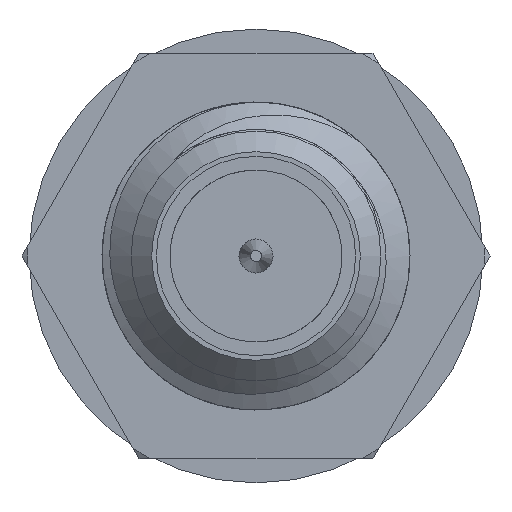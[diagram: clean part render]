
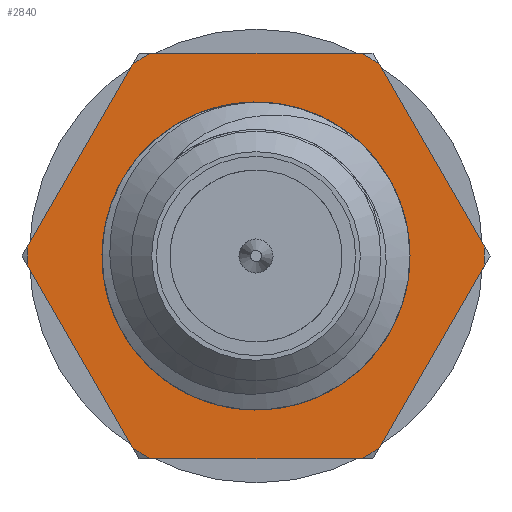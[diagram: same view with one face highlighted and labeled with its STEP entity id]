
A CAD part, left-side view. The second image highlights one B-rep face of the part: STEP entity #2840.
In plain terms, the highlighted planar face has unit normal (-1, 0, 0).
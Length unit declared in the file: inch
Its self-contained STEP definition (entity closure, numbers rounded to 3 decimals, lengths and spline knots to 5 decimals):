
#147 = EDGE_CURVE ( 'NONE', #14244, #3394, #11454, .T. ) ;
#474 = DIRECTION ( 'NONE',  ( 1., 0., 0. ) ) ;
#624 = EDGE_CURVE ( 'NONE', #16674, #6900, #2679, .T. ) ;
#690 = CIRCLE ( 'NONE', #2247, 0.14082 ) ;
#1013 = ORIENTED_EDGE ( 'NONE', *, *, #5240, .T. ) ;
#1060 = AXIS2_PLACEMENT_3D ( 'NONE', #8606, #3734, #17133 ) ;
#1215 = CARTESIAN_POINT ( 'NONE',  ( 0.243, 0.14434, 0. ) ) ;
#1481 = CIRCLE ( 'NONE', #11439, 0.14082 ) ;
#1838 = ORIENTED_EDGE ( 'NONE', *, *, #17168, .T. ) ;
#2124 = CARTESIAN_POINT ( 'NONE',  ( 0.243, 0., 0. ) ) ;
#2222 = CIRCLE ( 'NONE', #12796, 0.14082 ) ;
#2247 = AXIS2_PLACEMENT_3D ( 'NONE', #8270, #14101, #3797 ) ;
#2487 = DIRECTION ( 'NONE',  ( -1., 0., 0. ) ) ;
#2503 = CARTESIAN_POINT ( 'NONE',  ( 0.243, 0.14068, 0.00634 ) ) ;
#2679 = LINE ( 'NONE', #1215, #18249 ) ;
#2735 = ORIENTED_EDGE ( 'NONE', *, *, #14812, .T. ) ;
#2840 = ADVANCED_FACE ( 'NONE', ( #7031, #5289 ), #12682, .T. ) ;
#2986 = CARTESIAN_POINT ( 'NONE',  ( 0.243, -0.07217, -0.125 ) ) ;
#3047 = LINE ( 'NONE', #15991, #13608 ) ;
#3133 = DIRECTION ( 'NONE',  ( 0., 0., 1. ) ) ;
#3140 = EDGE_LOOP ( 'NONE', ( #17904, #13844, #6855, #1838, #9831, #18496, #11003, #16312, #1013, #8387, #2735, #19076 ) ) ;
#3312 = DIRECTION ( 'NONE',  ( 0., 0., 1. ) ) ;
#3394 = VERTEX_POINT ( 'NONE', #17098 ) ;
#3525 = AXIS2_PLACEMENT_3D ( 'NONE', #10618, #13714, #3133 ) ;
#3661 = CARTESIAN_POINT ( 'NONE',  ( 0.243, 0.07583, 0.11866 ) ) ;
#3734 = DIRECTION ( 'NONE',  ( -1., 0., 0. ) ) ;
#3797 = DIRECTION ( 'NONE',  ( 0., 0., 1. ) ) ;
#4118 = VERTEX_POINT ( 'NONE', #2503 ) ;
#4466 = CIRCLE ( 'NONE', #3525, 0.14082 ) ;
#5240 = EDGE_CURVE ( 'NONE', #3394, #5685, #16285, .T. ) ;
#5289 = FACE_OUTER_BOUND ( 'NONE', #3140, .T. ) ;
#5381 = EDGE_CURVE ( 'NONE', #9080, #13604, #4466, .T. ) ;
#5588 = CARTESIAN_POINT ( 'NONE',  ( 0.243, 0., 0. ) ) ;
#5685 = VERTEX_POINT ( 'NONE', #6137 ) ;
#5738 = VERTEX_POINT ( 'NONE', #16687 ) ;
#6137 = CARTESIAN_POINT ( 'NONE',  ( 0.243, -0.14068, -0.00634 ) ) ;
#6231 = CARTESIAN_POINT ( 'NONE',  ( 0.243, 0.06485, 0.125 ) ) ;
#6438 = VECTOR ( 'NONE', #7841, 39.37008 ) ;
#6497 = DIRECTION ( 'NONE',  ( 0., -1., 0. ) ) ;
#6718 = CARTESIAN_POINT ( 'NONE',  ( 0.243, -0.14434, 0. ) ) ;
#6855 = ORIENTED_EDGE ( 'NONE', *, *, #7853, .T. ) ;
#6900 = VERTEX_POINT ( 'NONE', #17790 ) ;
#7031 = FACE_BOUND ( 'NONE', #16628, .T. ) ;
#7841 = DIRECTION ( 'NONE',  ( 0., 1., 0. ) ) ;
#7853 = EDGE_CURVE ( 'NONE', #13604, #4118, #3047, .T. ) ;
#7877 = DIRECTION ( 'NONE',  ( -1., 0., 0. ) ) ;
#8254 = CARTESIAN_POINT ( 'NONE',  ( 0.243, 0.07217, -0.125 ) ) ;
#8270 = CARTESIAN_POINT ( 'NONE',  ( 0.243, 0., 0. ) ) ;
#8387 = ORIENTED_EDGE ( 'NONE', *, *, #14376, .T. ) ;
#8606 = CARTESIAN_POINT ( 'NONE',  ( 0.243, 0.077, 0. ) ) ;
#9080 = VERTEX_POINT ( 'NONE', #6231 ) ;
#9243 = EDGE_CURVE ( 'NONE', #18174, #11234, #15897, .T. ) ;
#9406 = CARTESIAN_POINT ( 'NONE',  ( 0.243, 0.14068, -0.00634 ) ) ;
#9407 = LINE ( 'NONE', #14154, #6438 ) ;
#9653 = DIRECTION ( 'NONE',  ( 0., 0.5, 0.866 ) ) ;
#9675 = DIRECTION ( 'NONE',  ( 0., 0., 1. ) ) ;
#9710 = CARTESIAN_POINT ( 'NONE',  ( 0.243, -0.07583, 0.11866 ) ) ;
#9831 = ORIENTED_EDGE ( 'NONE', *, *, #624, .T. ) ;
#9981 = CARTESIAN_POINT ( 'NONE',  ( 0.243, -0.06485, -0.125 ) ) ;
#10618 = CARTESIAN_POINT ( 'NONE',  ( 0.243, 0., 0. ) ) ;
#10690 = DIRECTION ( 'NONE',  ( 0., 0., -1. ) ) ;
#11003 = ORIENTED_EDGE ( 'NONE', *, *, #11200, .T. ) ;
#11200 = EDGE_CURVE ( 'NONE', #18991, #14244, #13896, .T. ) ;
#11207 = VERTEX_POINT ( 'NONE', #17110 ) ;
#11234 = VERTEX_POINT ( 'NONE', #14182 ) ;
#11326 = CARTESIAN_POINT ( 'NONE',  ( 0.243, 0.06485, -0.125 ) ) ;
#11439 = AXIS2_PLACEMENT_3D ( 'NONE', #14907, #18992, #13177 ) ;
#11454 = CIRCLE ( 'NONE', #18551, 0.14082 ) ;
#11776 = EDGE_CURVE ( 'NONE', #6900, #18991, #2222, .T. ) ;
#12034 = CIRCLE ( 'NONE', #12648, 0.077 ) ;
#12648 = AXIS2_PLACEMENT_3D ( 'NONE', #2124, #474, #10690 ) ;
#12682 = PLANE ( 'NONE',  #1060 ) ;
#12725 = DIRECTION ( 'NONE',  ( 0., 0., 1. ) ) ;
#12796 = AXIS2_PLACEMENT_3D ( 'NONE', #5588, #2487, #9675 ) ;
#13082 = DIRECTION ( 'NONE',  ( 0., -0.5, -0.866 ) ) ;
#13177 = DIRECTION ( 'NONE',  ( 0., 0., 1. ) ) ;
#13604 = VERTEX_POINT ( 'NONE', #3661 ) ;
#13608 = VECTOR ( 'NONE', #17998, 39.37008 ) ;
#13714 = DIRECTION ( 'NONE',  ( -1., 0., 0. ) ) ;
#13844 = ORIENTED_EDGE ( 'NONE', *, *, #5381, .T. ) ;
#13891 = CARTESIAN_POINT ( 'NONE',  ( 0.243, 0., 0. ) ) ;
#13896 = LINE ( 'NONE', #8254, #18339 ) ;
#14101 = DIRECTION ( 'NONE',  ( -1., 0., 0. ) ) ;
#14154 = CARTESIAN_POINT ( 'NONE',  ( 0.243, -0.07217, 0.125 ) ) ;
#14182 = CARTESIAN_POINT ( 'NONE',  ( 0.243, -0.06485, 0.125 ) ) ;
#14244 = VERTEX_POINT ( 'NONE', #9981 ) ;
#14376 = EDGE_CURVE ( 'NONE', #5685, #5738, #1481, .T. ) ;
#14699 = VECTOR ( 'NONE', #14840, 39.37008 ) ;
#14812 = EDGE_CURVE ( 'NONE', #5738, #18174, #18379, .T. ) ;
#14840 = DIRECTION ( 'NONE',  ( 0., -0.5, 0.866 ) ) ;
#14907 = CARTESIAN_POINT ( 'NONE',  ( 0.243, 0., 0. ) ) ;
#14974 = CARTESIAN_POINT ( 'NONE',  ( 0.243, 0., 0. ) ) ;
#15897 = CIRCLE ( 'NONE', #16493, 0.14082 ) ;
#15991 = CARTESIAN_POINT ( 'NONE',  ( 0.243, 0.07217, 0.125 ) ) ;
#16285 = LINE ( 'NONE', #2986, #14699 ) ;
#16312 = ORIENTED_EDGE ( 'NONE', *, *, #147, .T. ) ;
#16378 = VECTOR ( 'NONE', #9653, 39.37008 ) ;
#16493 = AXIS2_PLACEMENT_3D ( 'NONE', #14974, #7877, #3312 ) ;
#16628 = EDGE_LOOP ( 'NONE', ( #17502 ) ) ;
#16674 = VERTEX_POINT ( 'NONE', #9406 ) ;
#16687 = CARTESIAN_POINT ( 'NONE',  ( 0.243, -0.14068, 0.00634 ) ) ;
#17098 = CARTESIAN_POINT ( 'NONE',  ( 0.243, -0.07583, -0.11866 ) ) ;
#17110 = CARTESIAN_POINT ( 'NONE',  ( 0.243, 0., -0.077 ) ) ;
#17133 = DIRECTION ( 'NONE',  ( 0., 0., 1. ) ) ;
#17168 = EDGE_CURVE ( 'NONE', #4118, #16674, #690, .T. ) ;
#17502 = ORIENTED_EDGE ( 'NONE', *, *, #18367, .T. ) ;
#17592 = EDGE_CURVE ( 'NONE', #11234, #9080, #9407, .T. ) ;
#17790 = CARTESIAN_POINT ( 'NONE',  ( 0.243, 0.07583, -0.11866 ) ) ;
#17904 = ORIENTED_EDGE ( 'NONE', *, *, #17592, .T. ) ;
#17998 = DIRECTION ( 'NONE',  ( 0., 0.5, -0.866 ) ) ;
#18174 = VERTEX_POINT ( 'NONE', #9710 ) ;
#18249 = VECTOR ( 'NONE', #13082, 39.37008 ) ;
#18339 = VECTOR ( 'NONE', #6497, 39.37008 ) ;
#18343 = DIRECTION ( 'NONE',  ( -1., 0., 0. ) ) ;
#18367 = EDGE_CURVE ( 'NONE', #11207, #11207, #12034, .T. ) ;
#18379 = LINE ( 'NONE', #6718, #16378 ) ;
#18496 = ORIENTED_EDGE ( 'NONE', *, *, #11776, .T. ) ;
#18551 = AXIS2_PLACEMENT_3D ( 'NONE', #13891, #18343, #12725 ) ;
#18991 = VERTEX_POINT ( 'NONE', #11326 ) ;
#18992 = DIRECTION ( 'NONE',  ( -1., 0., 0. ) ) ;
#19076 = ORIENTED_EDGE ( 'NONE', *, *, #9243, .T. ) ;
